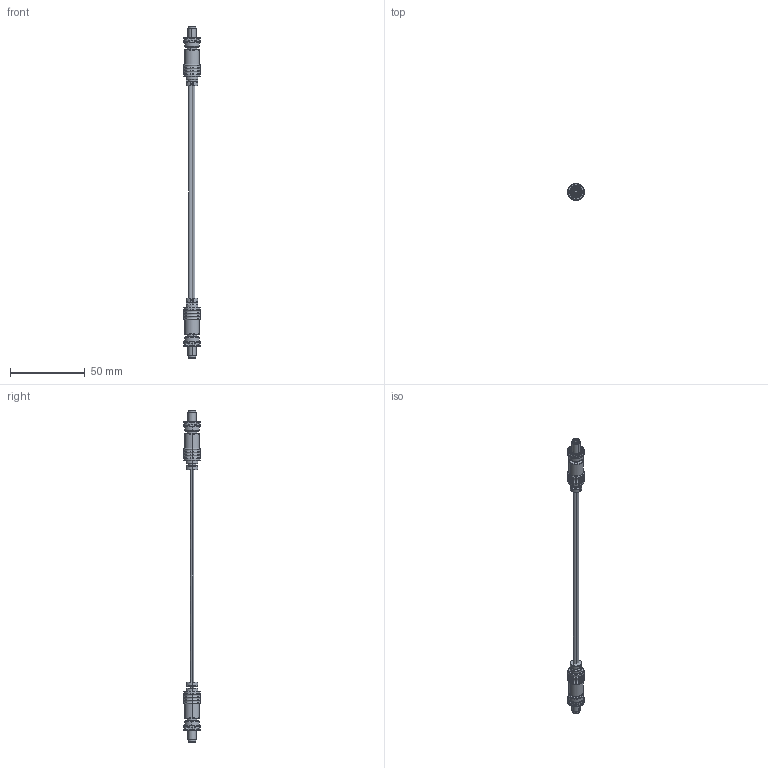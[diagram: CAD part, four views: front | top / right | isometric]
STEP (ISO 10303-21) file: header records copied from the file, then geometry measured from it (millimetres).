
FILE_DESCRIPTION (( 'STEP AP203' ), '1' );
FILE_NAME ('10-00118.step', '2016-09-15T23:32:11', ( '' ), ( '' ), 'SwSTEP 2.0', 'SolidWorks 2015', '' );
FILE_SCHEMA (( 'CONFIG_CONTROL_DESIGN' ));
Length unit declared in the file: millimetre
Products named in the file (10): 50-00011 shell; 50-00011 locking ring; 50-00011 pin; 30-00007_wbc; 50-00011 shell 2; 24-00016; 50-00011 interior shell; 10-00118; 50-00011 insulator; 50-00011
Assembly tree (11 placements, depth 3):
  10-00118
    30-00007_wbc
    24-00016  x2
    50-00011  x2
      50-00011 insulator
      50-00011 interior shell
      50-00011 locking ring
      50-00011 pin
      50-00011 shell 2
      50-00011 shell
Bounding box: 11 x 11 x 221.6 mm (x, y, z)
Volume: 6093 mm3; surface area: 10657.8 mm2
Topology: 22 solids, 22 shells, 2678 faces, 6115 edges, 3530 vertices
Faces by surface type: bspline 1278, plane 757, cylinder 481, torus 116, cone 46
Entity records: 59956 total; most frequent: CARTESIAN_POINT 33958, ORIENTED_EDGE 6270, EDGE_CURVE 3135, DIRECTION 3046, B_SPLINE_CURVE_WITH_KNOTS 1993, VERTEX_POINT 1818, EDGE_LOOP 1415, ADVANCED_FACE 1376
